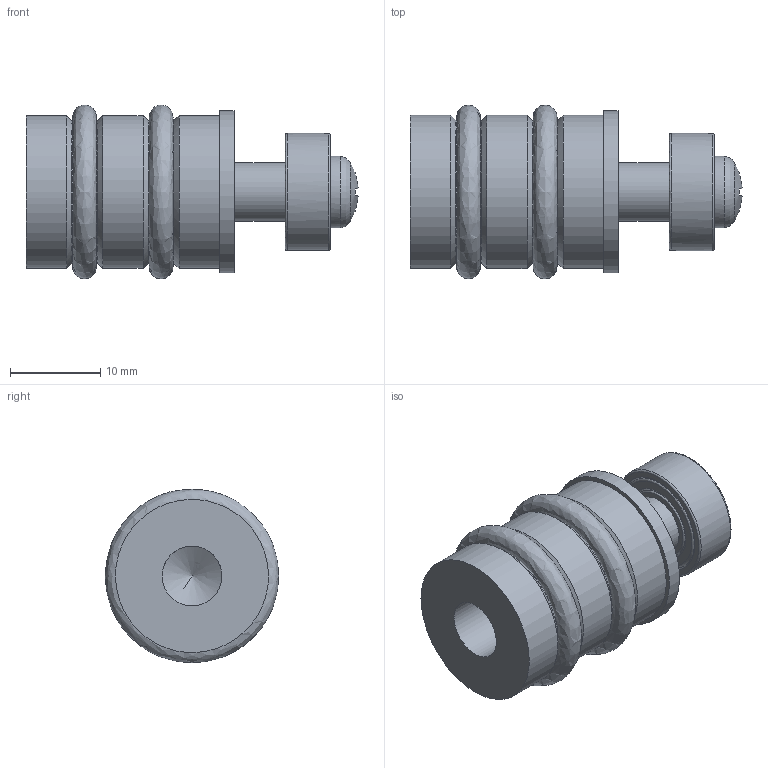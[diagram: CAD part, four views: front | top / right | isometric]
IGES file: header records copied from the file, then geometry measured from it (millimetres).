
Global section: file name: 700027; native system: Autodesk Inventor 2021; preprocessor: unknown; author: Mrówczyńska,,; organization: 11; date: 20221010.091236; units: millimetre
Bounding box: 36.87 x 19.3 x 19.3 mm (x, y, z)
Volume: 5811 mm3; surface area: 5057 mm2
Topology: 15 solids, 15 shells, 94 faces, 276 edges, 199 vertices
Faces by surface type: bspline 94
